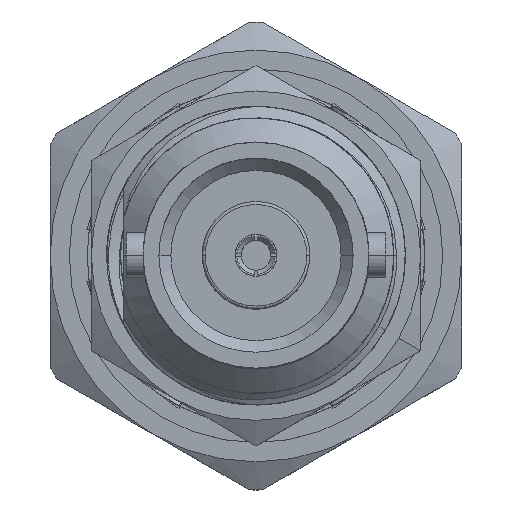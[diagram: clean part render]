
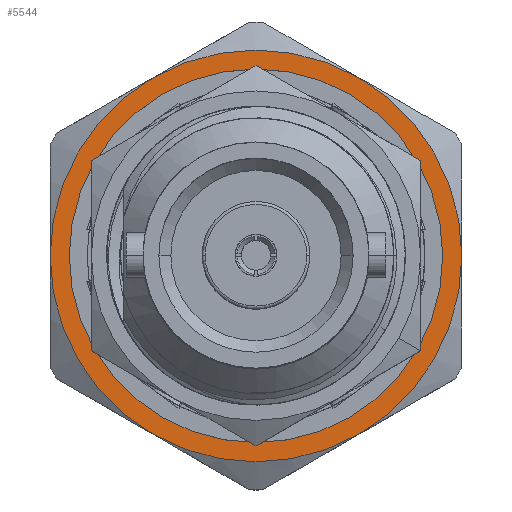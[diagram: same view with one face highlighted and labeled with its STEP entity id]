
A CAD part, top view. The second image highlights one B-rep face of the part: STEP entity #5544.
In plain terms, the highlighted face is planar.
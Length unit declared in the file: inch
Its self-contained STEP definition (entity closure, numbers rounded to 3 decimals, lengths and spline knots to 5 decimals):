
#379 = CIRCLE ( 'NONE', #21479, 0.34449 ) ;
#699 = DIRECTION ( 'NONE',  ( 0., 0., 1. ) ) ;
#751 = DIRECTION ( 'NONE',  ( 0., 0., 1. ) ) ;
#961 = DIRECTION ( 'NONE',  ( 0., 0., 1. ) ) ;
#1001 = ORIENTED_EDGE ( 'NONE', *, *, #10562, .T. ) ;
#1460 = CIRCLE ( 'NONE', #7875, 0.31065 ) ;
#1859 = CARTESIAN_POINT ( 'NONE',  ( 0.75888, 0., 0.34449 ) ) ;
#2287 = DIRECTION ( 'NONE',  ( -1., 0., 0. ) ) ;
#2289 = CIRCLE ( 'NONE', #8305, 0.34449 ) ;
#2389 = CARTESIAN_POINT ( 'NONE',  ( 0.75888, 0., 0. ) ) ;
#2586 = VERTEX_POINT ( 'NONE', #18377 ) ;
#2782 = DIRECTION ( 'NONE',  ( 0., 0., 1. ) ) ;
#3321 = ORIENTED_EDGE ( 'NONE', *, *, #17662, .T. ) ;
#4360 = CARTESIAN_POINT ( 'NONE',  ( 0.75888, -0.29834, 0.17224 ) ) ;
#4486 = DIRECTION ( 'NONE',  ( -1., 0., 0. ) ) ;
#4697 = VERTEX_POINT ( 'NONE', #4360 ) ;
#4796 = DIRECTION ( 'NONE',  ( 0., 0., 1. ) ) ;
#5544 = ADVANCED_FACE ( 'NONE', ( #6569, #15417 ), #15890, .T. ) ;
#5813 = DIRECTION ( 'NONE',  ( -1., 0., 0. ) ) ;
#5867 = EDGE_LOOP ( 'NONE', ( #6387, #7660, #14845, #3321, #1001, #19417 ) ) ;
#5881 = DIRECTION ( 'NONE',  ( -1., 0., 0. ) ) ;
#6135 = EDGE_CURVE ( 'NONE', #23292, #9654, #15479, .T. ) ;
#6387 = ORIENTED_EDGE ( 'NONE', *, *, #6135, .T. ) ;
#6418 = AXIS2_PLACEMENT_3D ( 'NONE', #11868, #19081, #4796 ) ;
#6569 = FACE_BOUND ( 'NONE', #12766, .T. ) ;
#7041 = CARTESIAN_POINT ( 'NONE',  ( 0.75888, 0., 0. ) ) ;
#7454 = EDGE_CURVE ( 'NONE', #4697, #23292, #379, .T. ) ;
#7660 = ORIENTED_EDGE ( 'NONE', *, *, #8199, .T. ) ;
#7875 = AXIS2_PLACEMENT_3D ( 'NONE', #12649, #20216, #14782 ) ;
#7951 = CIRCLE ( 'NONE', #18491, 0.34449 ) ;
#7974 = VERTEX_POINT ( 'NONE', #22974 ) ;
#8199 = EDGE_CURVE ( 'NONE', #9654, #17250, #17942, .T. ) ;
#8305 = AXIS2_PLACEMENT_3D ( 'NONE', #7041, #15653, #23205 ) ;
#9328 = CARTESIAN_POINT ( 'NONE',  ( 0.75888, 0., 0. ) ) ;
#9380 = CIRCLE ( 'NONE', #13125, 0.31065 ) ;
#9654 = VERTEX_POINT ( 'NONE', #13949 ) ;
#10158 = CARTESIAN_POINT ( 'NONE',  ( 0.75888, 0., -0.34449 ) ) ;
#10562 = EDGE_CURVE ( 'NONE', #7974, #4697, #2289, .T. ) ;
#11868 = CARTESIAN_POINT ( 'NONE',  ( 0.75888, 0.31065, 0. ) ) ;
#12161 = CARTESIAN_POINT ( 'NONE',  ( 0.75888, 0., 0.31065 ) ) ;
#12649 = CARTESIAN_POINT ( 'NONE',  ( 0.75888, 0., 0. ) ) ;
#12756 = VERTEX_POINT ( 'NONE', #12161 ) ;
#12766 = EDGE_LOOP ( 'NONE', ( #18887, #19103 ) ) ;
#13125 = AXIS2_PLACEMENT_3D ( 'NONE', #19597, #23254, #15938 ) ;
#13587 = AXIS2_PLACEMENT_3D ( 'NONE', #14899, #2287, #751 ) ;
#13626 = CARTESIAN_POINT ( 'NONE',  ( 0.75888, 0., 0. ) ) ;
#13949 = CARTESIAN_POINT ( 'NONE',  ( 0.75888, 0.29834, 0.17224 ) ) ;
#14782 = DIRECTION ( 'NONE',  ( 0., 0., -1. ) ) ;
#14845 = ORIENTED_EDGE ( 'NONE', *, *, #21633, .T. ) ;
#14899 = CARTESIAN_POINT ( 'NONE',  ( 0.75888, 0., 0. ) ) ;
#15166 = DIRECTION ( 'NONE',  ( -1., 0., 0. ) ) ;
#15417 = FACE_OUTER_BOUND ( 'NONE', #5867, .T. ) ;
#15479 = CIRCLE ( 'NONE', #13587, 0.34449 ) ;
#15653 = DIRECTION ( 'NONE',  ( -1., 0., 0. ) ) ;
#15890 = PLANE ( 'NONE',  #6418 ) ;
#15938 = DIRECTION ( 'NONE',  ( 0., 0., -1. ) ) ;
#17133 = CARTESIAN_POINT ( 'NONE',  ( 0.75888, 0., 0. ) ) ;
#17250 = VERTEX_POINT ( 'NONE', #22602 ) ;
#17662 = EDGE_CURVE ( 'NONE', #18251, #7974, #7951, .T. ) ;
#17942 = CIRCLE ( 'NONE', #20580, 0.34449 ) ;
#18093 = DIRECTION ( 'NONE',  ( 0., 0., 1. ) ) ;
#18251 = VERTEX_POINT ( 'NONE', #10158 ) ;
#18377 = CARTESIAN_POINT ( 'NONE',  ( 0.75888, 0., -0.31065 ) ) ;
#18423 = CIRCLE ( 'NONE', #21423, 0.34449 ) ;
#18491 = AXIS2_PLACEMENT_3D ( 'NONE', #17133, #4486, #961 ) ;
#18887 = ORIENTED_EDGE ( 'NONE', *, *, #21625, .T. ) ;
#19081 = DIRECTION ( 'NONE',  ( -1., 0., 0. ) ) ;
#19103 = ORIENTED_EDGE ( 'NONE', *, *, #21999, .T. ) ;
#19417 = ORIENTED_EDGE ( 'NONE', *, *, #7454, .T. ) ;
#19597 = CARTESIAN_POINT ( 'NONE',  ( 0.75888, 0., 0. ) ) ;
#20216 = DIRECTION ( 'NONE',  ( 1., 0., 0. ) ) ;
#20580 = AXIS2_PLACEMENT_3D ( 'NONE', #13626, #15166, #2782 ) ;
#21423 = AXIS2_PLACEMENT_3D ( 'NONE', #2389, #5813, #18093 ) ;
#21479 = AXIS2_PLACEMENT_3D ( 'NONE', #9328, #5881, #699 ) ;
#21625 = EDGE_CURVE ( 'NONE', #2586, #12756, #1460, .T. ) ;
#21633 = EDGE_CURVE ( 'NONE', #17250, #18251, #18423, .T. ) ;
#21999 = EDGE_CURVE ( 'NONE', #12756, #2586, #9380, .T. ) ;
#22602 = CARTESIAN_POINT ( 'NONE',  ( 0.75888, 0.29834, -0.17224 ) ) ;
#22974 = CARTESIAN_POINT ( 'NONE',  ( 0.75888, -0.29834, -0.17224 ) ) ;
#23205 = DIRECTION ( 'NONE',  ( 0., 0., 1. ) ) ;
#23254 = DIRECTION ( 'NONE',  ( 1., 0., 0. ) ) ;
#23292 = VERTEX_POINT ( 'NONE', #1859 ) ;
